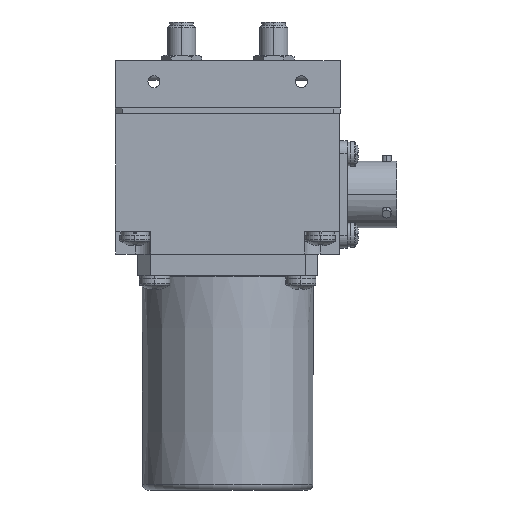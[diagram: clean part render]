
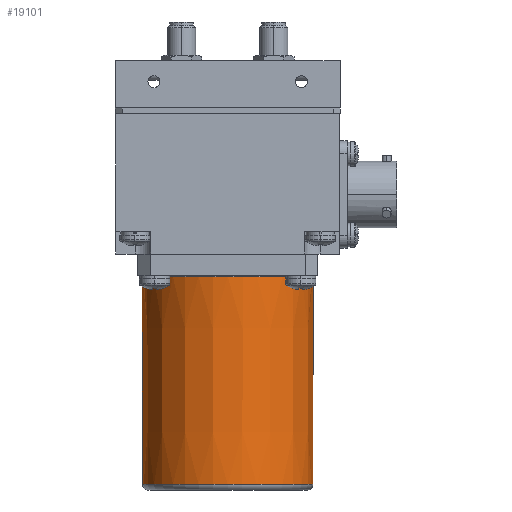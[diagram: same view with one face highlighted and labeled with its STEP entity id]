
A CAD part, left-side view. The second image highlights one B-rep face of the part: STEP entity #19101.
In plain terms, the highlighted conical face has half-angle 0.05 degrees and reference radius 19.304 mm.
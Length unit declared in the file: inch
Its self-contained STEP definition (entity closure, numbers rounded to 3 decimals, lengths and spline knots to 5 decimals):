
#100 = AXIS2_PLACEMENT_3D ( 'NONE', #5239, #6793, #10948 ) ;
#318 = DIRECTION ( 'NONE',  ( 0., 0.001, 1. ) ) ;
#572 = CONICAL_SURFACE ( 'NONE', #2021, 0.76, 0.001 ) ;
#677 = DIRECTION ( 'NONE',  ( 0., -1., 0. ) ) ;
#734 = ORIENTED_EDGE ( 'NONE', *, *, #8517, .T. ) ;
#2021 = AXIS2_PLACEMENT_3D ( 'NONE', #16093, #17384, #5840 ) ;
#2516 = EDGE_CURVE ( 'NONE', #9008, #17160, #3550, .T. ) ;
#2831 = CIRCLE ( 'NONE', #100, 0.75838 ) ;
#3284 = CARTESIAN_POINT ( 'NONE',  ( 0., 0.76, -1.49 ) ) ;
#3511 = CARTESIAN_POINT ( 'NONE',  ( 0., 0.75838, -3.35015 ) ) ;
#3550 = LINE ( 'NONE', #3284, #7951 ) ;
#4723 = CARTESIAN_POINT ( 'NONE',  ( 0., -0.75999, -1.49999 ) ) ;
#5239 = CARTESIAN_POINT ( 'NONE',  ( 0., 0., -3.35015 ) ) ;
#5425 = VECTOR ( 'NONE', #18110, 39.37008 ) ;
#5840 = DIRECTION ( 'NONE',  ( 0., -1., 0. ) ) ;
#6722 = ORIENTED_EDGE ( 'NONE', *, *, #7530, .T. ) ;
#6793 = DIRECTION ( 'NONE',  ( 0., 0., 1. ) ) ;
#7530 = EDGE_CURVE ( 'NONE', #10421, #10699, #9089, .T. ) ;
#7951 = VECTOR ( 'NONE', #318, 39.37008 ) ;
#8011 = EDGE_CURVE ( 'NONE', #10699, #17160, #13666, .T. ) ;
#8517 = EDGE_CURVE ( 'NONE', #9008, #10421, #2831, .T. ) ;
#9008 = VERTEX_POINT ( 'NONE', #3511 ) ;
#9089 = LINE ( 'NONE', #16628, #5425 ) ;
#9183 = AXIS2_PLACEMENT_3D ( 'NONE', #14038, #12578, #677 ) ;
#10421 = VERTEX_POINT ( 'NONE', #14121 ) ;
#10654 = CARTESIAN_POINT ( 'NONE',  ( 0., 0.75999, -1.49999 ) ) ;
#10699 = VERTEX_POINT ( 'NONE', #4723 ) ;
#10948 = DIRECTION ( 'NONE',  ( 0., -1., 0. ) ) ;
#12175 = EDGE_LOOP ( 'NONE', ( #13007, #734, #6722, #17194 ) ) ;
#12578 = DIRECTION ( 'NONE',  ( 0., 0., -1. ) ) ;
#13007 = ORIENTED_EDGE ( 'NONE', *, *, #2516, .F. ) ;
#13666 = CIRCLE ( 'NONE', #9183, 0.75999 ) ;
#14038 = CARTESIAN_POINT ( 'NONE',  ( 0., 0., -1.49999 ) ) ;
#14121 = CARTESIAN_POINT ( 'NONE',  ( 0., -0.75838, -3.35015 ) ) ;
#16093 = CARTESIAN_POINT ( 'NONE',  ( 0., 0., -1.49 ) ) ;
#16628 = CARTESIAN_POINT ( 'NONE',  ( 0., -0.76, -1.49 ) ) ;
#16729 = FACE_OUTER_BOUND ( 'NONE', #12175, .T. ) ;
#17160 = VERTEX_POINT ( 'NONE', #10654 ) ;
#17194 = ORIENTED_EDGE ( 'NONE', *, *, #8011, .T. ) ;
#17384 = DIRECTION ( 'NONE',  ( 0., 0., 1. ) ) ;
#18110 = DIRECTION ( 'NONE',  ( 0., -0.001, 1. ) ) ;
#19101 = ADVANCED_FACE ( 'NONE', ( #16729 ), #572, .T. ) ;
